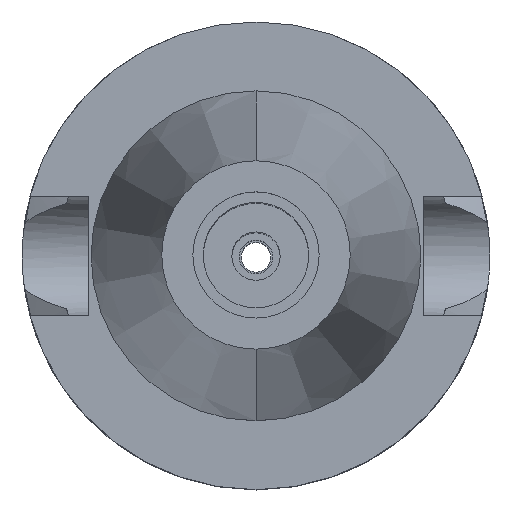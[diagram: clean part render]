
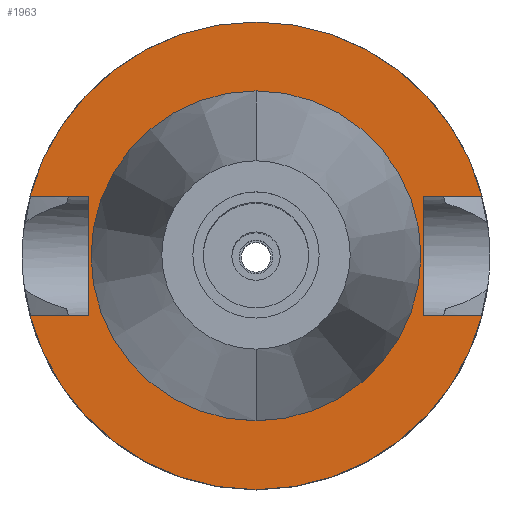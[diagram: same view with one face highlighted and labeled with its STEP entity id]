
A CAD part, top view. The second image highlights one B-rep face of the part: STEP entity #1963.
In plain terms, the highlighted planar face has unit normal (0, 0, 1).
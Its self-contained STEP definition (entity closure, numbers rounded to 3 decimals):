
#794=DIRECTION('',(1.,0.,0.));
#795=VECTOR('',#794,7.954);
#796=CARTESIAN_POINT('',(22.5,8.05,-1.));
#797=LINE('',#796,#795);
#841=DIRECTION('',(0.,1.,0.));
#842=VECTOR('',#841,16.1);
#843=CARTESIAN_POINT('',(-22.5,-8.05,-1.));
#844=LINE('',#843,#842);
#848=DIRECTION('',(-1.,0.,0.));
#849=VECTOR('',#848,7.954);
#850=CARTESIAN_POINT('',(-22.5,8.05,-1.));
#851=LINE('',#850,#849);
#855=CARTESIAN_POINT('',(0.,0.,-1.));
#856=DIRECTION('',(0.,0.,-1.));
#857=DIRECTION('',(-0.967,0.256,0.));
#858=AXIS2_PLACEMENT_3D('',#855,#856,#857);
#863=CARTESIAN_POINT('',(0.,0.,-1.));
#864=DIRECTION('',(0.,0.,-1.));
#865=DIRECTION('',(0.,1.,0.));
#866=AXIS2_PLACEMENT_3D('',#863,#864,#865);
#871=DIRECTION('',(0.,-1.,0.));
#872=VECTOR('',#871,16.1);
#873=CARTESIAN_POINT('',(22.5,8.05,-1.));
#874=LINE('',#873,#872);
#878=DIRECTION('',(1.,0.,0.));
#879=VECTOR('',#878,7.954);
#880=CARTESIAN_POINT('',(22.5,-8.05,-1.));
#881=LINE('',#880,#879);
#885=CARTESIAN_POINT('',(0.,0.,-1.));
#886=DIRECTION('',(0.,0.,-1.));
#887=DIRECTION('',(0.967,-0.256,0.));
#888=AXIS2_PLACEMENT_3D('',#885,#886,#887);
#893=CARTESIAN_POINT('',(0.,0.,-1.));
#894=DIRECTION('',(0.,0.,-1.));
#895=DIRECTION('',(0.,-1.,0.));
#896=AXIS2_PLACEMENT_3D('',#893,#894,#895);
#901=CARTESIAN_POINT('',(0.,0.,-1.));
#902=DIRECTION('',(0.,0.,1.));
#903=DIRECTION('',(0.,-1.,0.));
#904=AXIS2_PLACEMENT_3D('',#901,#902,#903);
#909=CARTESIAN_POINT('',(0.,0.,-1.));
#910=DIRECTION('',(0.,0.,1.));
#911=DIRECTION('',(0.,1.,0.));
#912=AXIS2_PLACEMENT_3D('',#909,#910,#911);
#947=DIRECTION('',(-1.,0.,0.));
#948=VECTOR('',#947,7.954);
#949=CARTESIAN_POINT('',(-22.5,-8.05,-1.));
#950=LINE('',#949,#948);
#1213=CARTESIAN_POINT('',(-22.5,-8.05,-1.));
#1214=VERTEX_POINT('',#1213);
#1215=CARTESIAN_POINT('',(-30.454,-8.05,-1.));
#1216=VERTEX_POINT('',#1215);
#1219=CARTESIAN_POINT('',(-22.5,8.05,-1.));
#1220=VERTEX_POINT('',#1219);
#1221=CARTESIAN_POINT('',(-30.454,8.05,-1.));
#1222=VERTEX_POINT('',#1221);
#1223=CARTESIAN_POINT('',(0.,31.5,-1.));
#1224=CARTESIAN_POINT('',(30.454,8.05,-1.));
#1225=VERTEX_POINT('',#1223);
#1226=VERTEX_POINT('',#1224);
#1227=CARTESIAN_POINT('',(22.5,8.05,-1.));
#1228=VERTEX_POINT('',#1227);
#1229=CARTESIAN_POINT('',(22.5,-8.05,-1.));
#1230=VERTEX_POINT('',#1229);
#1231=CARTESIAN_POINT('',(30.454,-8.05,-1.));
#1232=VERTEX_POINT('',#1231);
#1233=CARTESIAN_POINT('',(0.,-31.5,-1.));
#1234=VERTEX_POINT('',#1233);
#1235=CARTESIAN_POINT('',(0.,-22.225,-1.));
#1236=CARTESIAN_POINT('',(0.,22.225,-1.));
#1237=VERTEX_POINT('',#1235);
#1238=VERTEX_POINT('',#1236);
#1933=CARTESIAN_POINT('',(0.,0.,-1.));
#1934=DIRECTION('',(0.,0.,-1.));
#1935=DIRECTION('',(0.,-1.,0.));
#1936=AXIS2_PLACEMENT_3D('',#1933,#1934,#1935);
#1937=PLANE('',#1936);
#1939=ORIENTED_EDGE('',*,*,#1938,.T.);
#1940=ORIENTED_EDGE('',*,*,#1876,.T.);
#1942=ORIENTED_EDGE('',*,*,#1941,.T.);
#1944=ORIENTED_EDGE('',*,*,#1943,.T.);
#1945=ORIENTED_EDGE('',*,*,#1910,.F.);
#1946=ORIENTED_EDGE('',*,*,#1923,.T.);
#1948=ORIENTED_EDGE('',*,*,#1947,.T.);
#1950=ORIENTED_EDGE('',*,*,#1949,.T.);
#1952=ORIENTED_EDGE('',*,*,#1951,.T.);
#1954=ORIENTED_EDGE('',*,*,#1953,.F.);
#1955=EDGE_LOOP('',(#1939,#1940,#1942,#1944,#1945,#1946,#1948,#1950,#1952,
#1954));
#1956=FACE_OUTER_BOUND('',#1955,.F.);
#1958=ORIENTED_EDGE('',*,*,#1957,.T.);
#1960=ORIENTED_EDGE('',*,*,#1959,.T.);
#1961=EDGE_LOOP('',(#1958,#1960));
#1962=FACE_BOUND('',#1961,.F.);
#859=CIRCLE('',#858,31.5);
#867=CIRCLE('',#866,31.5);
#889=CIRCLE('',#888,31.5);
#897=CIRCLE('',#896,31.5);
#905=CIRCLE('',#904,22.225);
#913=CIRCLE('',#912,22.225);
#1876=EDGE_CURVE('',#1220,#1222,#851,.T.);
#1910=EDGE_CURVE('',#1228,#1226,#797,.T.);
#1923=EDGE_CURVE('',#1228,#1230,#874,.T.);
#1938=EDGE_CURVE('',#1214,#1220,#844,.T.);
#1941=EDGE_CURVE('',#1222,#1225,#859,.T.);
#1943=EDGE_CURVE('',#1225,#1226,#867,.T.);
#1947=EDGE_CURVE('',#1230,#1232,#881,.T.);
#1949=EDGE_CURVE('',#1232,#1234,#889,.T.);
#1951=EDGE_CURVE('',#1234,#1216,#897,.T.);
#1953=EDGE_CURVE('',#1214,#1216,#950,.T.);
#1957=EDGE_CURVE('',#1237,#1238,#905,.T.);
#1959=EDGE_CURVE('',#1238,#1237,#913,.T.);
#1963=ADVANCED_FACE('',(#1956,#1962),#1937,.F.);
